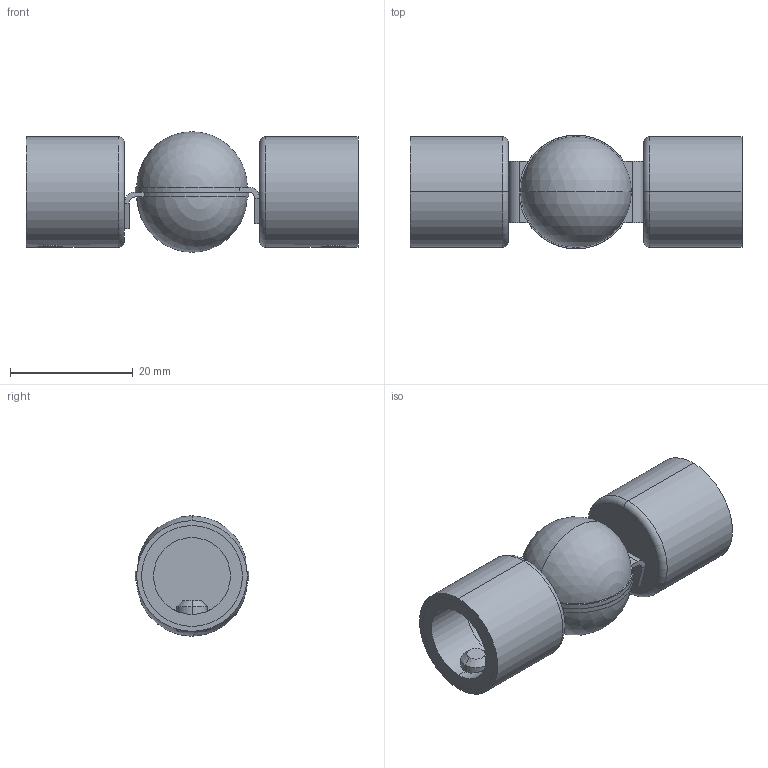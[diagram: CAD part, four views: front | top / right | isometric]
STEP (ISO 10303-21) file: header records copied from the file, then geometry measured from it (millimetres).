
FILE_DESCRIPTION (( 'STEP AP214' ), '1' );
FILE_NAME ('àðò. KRT352.STEP', '2014-07-19T05:13:39', ( '' ), ( '' ), 'SwSTEP 2.0', 'SolidWorks 2014', '' );
FILE_SCHEMA (( 'AUTOMOTIVE_DESIGN' ));
Length unit declared in the file: millimetre
Products named in the file (9): continous stud_am_AM -- M6 x 16  S; M5_5; àðò. KRT353.002; àðò. KRT353.003; âñòàâêà; hex nut jam_am_B18.2.4.5M - Hex jam nut,  M6 x 1 --D-N; àðò. KRT352; àðò. KRT353.001; àðò. KRT353.01
Assembly tree (13 placements, depth 3):
  àðò. KRT352
    àðò. KRT353.002  x2
    àðò. KRT353.001  x2
    àðò. KRT353.01  x2
      àðò. KRT353.003
      hex nut jam_am_B18.2.4.5M - Hex jam nut,  M6 x 1 --D-N
    continous stud_am_AM -- M6 x 16  S
    M5_5  x2
    âñòàâêà  x2
Bounding box: 54 x 18.49 x 19.6 mm (x, y, z)
Volume: 5162.5 mm3; surface area: 10710.6 mm2
Topology: 13 solids, 13 shells, 274 faces, 652 edges, 394 vertices
Faces by surface type: cone 104, plane 78, cylinder 76, torus 8, sphere 8
Entity records: 6067 total; most frequent: CARTESIAN_POINT 1270, DIRECTION 1039, ORIENTED_EDGE 882, EDGE_CURVE 441, AXIS2_PLACEMENT_3D 429, VERTEX_POINT 270, CIRCLE 228, EDGE_LOOP 193
